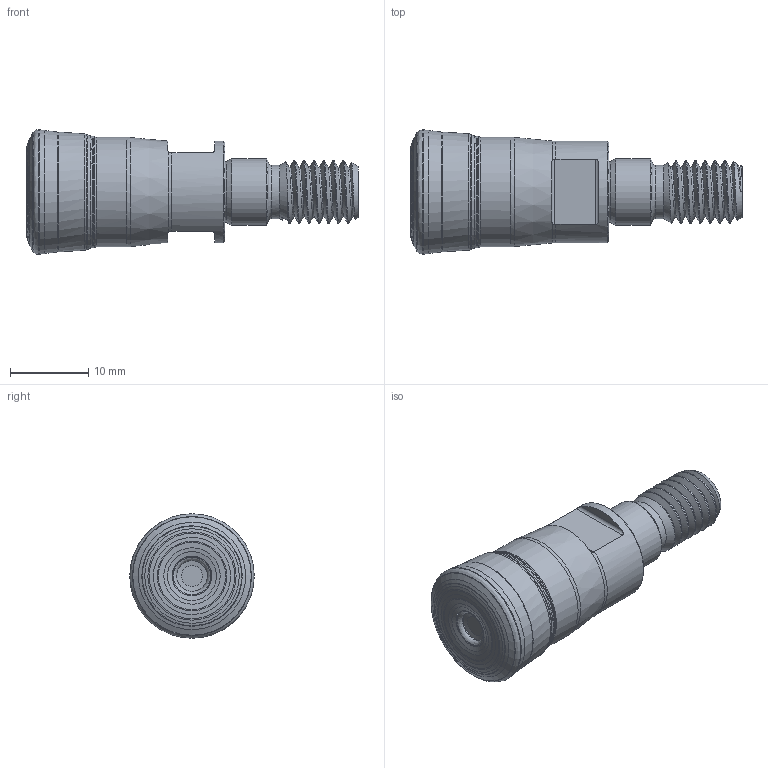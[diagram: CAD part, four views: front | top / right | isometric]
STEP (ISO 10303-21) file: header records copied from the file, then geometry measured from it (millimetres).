
FILE_DESCRIPTION(/* description */ (''),/* implementation_level */ '2;1');
FILE_NAME(/* name */ 'TURNING_MHF-ENMX06-D0625Z2M08.stp',/* time_stamp */ '2020-09-23T11:45:19+09:00',/* author */ (''),/* organization */ (''),/* preprocessor_version */ 'ST-DEVELOPER v16',/* originating_system */ 'SIEMENS PLM Software NX 10.0',/* authorisation */ '');
FILE_SCHEMA (('AP203_CONFIGURATION_CONTROLLED_3D_DESIGN_OF_MECHANICAL_PARTS_AND_ASSEMBLIES_MIM_LF { 1 0 10303 403 2 1 2}'));
Length unit declared in the file: millimetre
Products named in the file (1): 12014C04DDBA1siv
Bounding box: 42.4 x 15.9 x 15.9 mm (x, y, z)
Surface area: 2230.4 mm2 (no closed solid volume)
Topology: 0 solids, 2 shells, 73 faces, 196 edges, 126 vertices
Faces by surface type: revolution 33, plane 12, cylinder 11, cone 10, torus 4, bspline 3
Full cylindrical faces by diameter (mm): 3.5 x1, 6.8 x1, 8.5 x1, 13 x1, 14 x1
Entity records: 4027 total; most frequent: CARTESIAN_POINT 2547, DIRECTION 261, ORIENTED_EDGE 218, EDGE_LOOP 127, EDGE_CURVE 109, FACE_BOUND 108, AXIS2_PLACEMENT_3D 102, VERTEX_POINT 91
